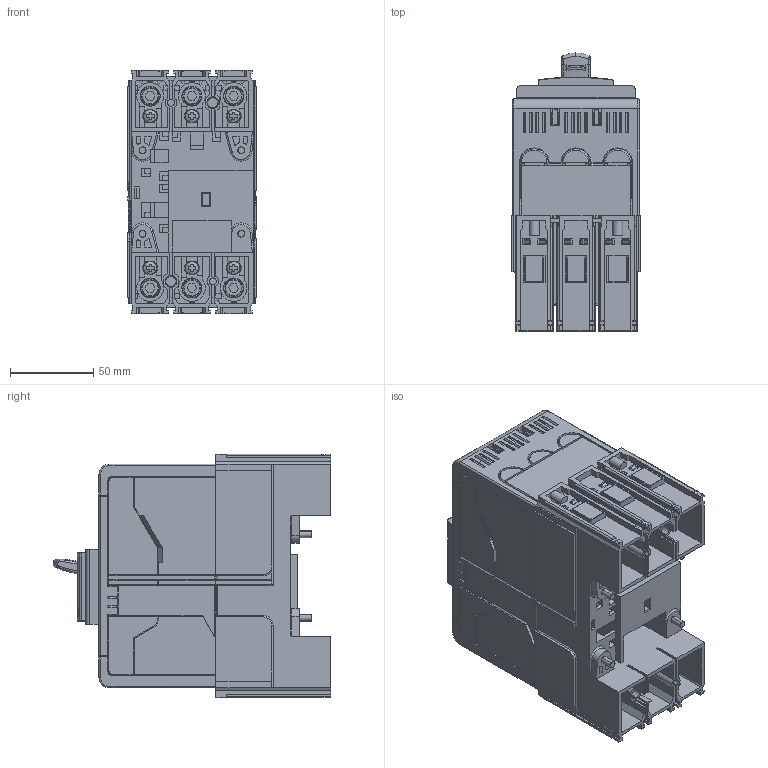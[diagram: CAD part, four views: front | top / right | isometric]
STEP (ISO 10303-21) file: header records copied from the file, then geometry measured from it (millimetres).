
FILE_DESCRIPTION((''),'2;1');
FILE_NAME('1SDH001295R0049','2022-05-20T14:16:47',('ITMADEL7'),(''),'CREO PARAMETRIC BY PTC INC, 2019030','CREO PARAMETRIC BY PTC INC, 2019030','');
FILE_SCHEMA(('AUTOMOTIVE_DESIGN { 1 0 10303 214 1 1 1 1 }'));
Products named in the file (1): 1SDH001295R0049
Bounding box: 77.11 x 166.5 x 146 mm (x, y, z)
Volume: 1193594.6 mm3; surface area: 158537.3 mm2
Topology: 2 solids, 17 shells, 12304 faces, 32156 edges, 20506 vertices
Faces by surface type: plane 11587, cylinder 474, cone 88, torus 57, sphere 42, bspline 34, extrusion 22
Entity records: 385257 total; most frequent: CARTESIAN_POINT 73624, ORIENTED_EDGE 64228, DIRECTION 57110, EDGE_CURVE 32114, VECTOR 29401, LINE 29379, VERTEX_POINT 20507, AXIS2_PLACEMENT_3D 13853
